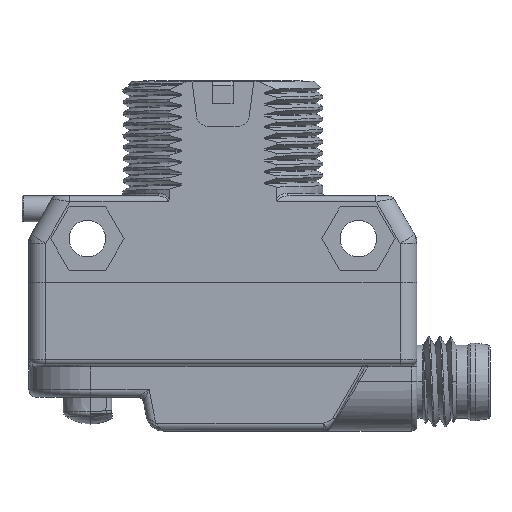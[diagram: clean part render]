
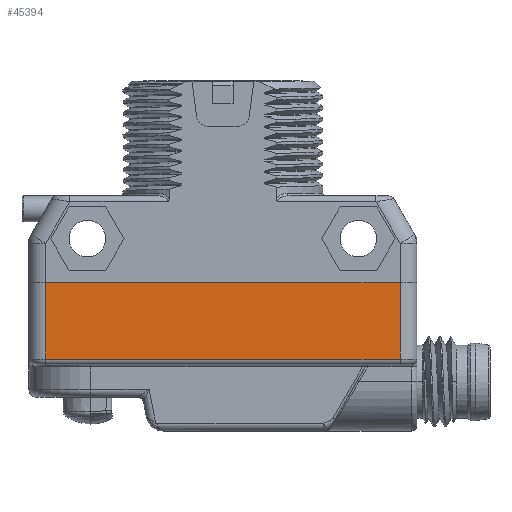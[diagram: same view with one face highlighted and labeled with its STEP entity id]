
A CAD part, left-side view. The second image highlights one B-rep face of the part: STEP entity #45394.
In plain terms, the highlighted planar face has unit normal (-1, 0, 0).
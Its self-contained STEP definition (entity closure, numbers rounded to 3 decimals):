
#40828=DIRECTION('',(0.,1.,0.));
#40829=VECTOR('',#40828,31.5);
#40830=CARTESIAN_POINT('',(-7.5,1.5,0.));
#40831=LINE('',#40830,#40829);
#40877=DIRECTION('',(0.,0.,1.));
#40878=VECTOR('',#40877,6.8);
#40879=CARTESIAN_POINT('',(-7.5,33.,-6.8));
#40880=LINE('',#40879,#40878);
#40900=DIRECTION('',(0.,1.,0.));
#40901=VECTOR('',#40900,31.5);
#40902=CARTESIAN_POINT('',(-7.5,1.5,-6.8));
#40903=LINE('',#40902,#40901);
#40909=DIRECTION('',(0.,0.,-1.));
#40910=VECTOR('',#40909,6.8);
#40911=CARTESIAN_POINT('',(-7.5,1.5,0.));
#40912=LINE('',#40911,#40910);
#41332=CARTESIAN_POINT('',(-7.5,33.,0.));
#41334=VERTEX_POINT('',#41332);
#41339=CARTESIAN_POINT('',(-7.5,1.5,0.));
#41340=VERTEX_POINT('',#41339);
#41755=CARTESIAN_POINT('',(-7.5,33.,-6.8));
#41756=VERTEX_POINT('',#41755);
#41759=CARTESIAN_POINT('',(-7.5,1.5,-6.8));
#41760=VERTEX_POINT('',#41759);
#45382=CARTESIAN_POINT('',(-7.5,0.,-13.2));
#45383=DIRECTION('',(-1.,0.,0.));
#45384=DIRECTION('',(0.,0.,1.));
#45385=AXIS2_PLACEMENT_3D('',#45382,#45383,#45384);
#45386=PLANE('',#45385);
#45387=ORIENTED_EDGE('',*,*,#45375,.T.);
#45388=ORIENTED_EDGE('',*,*,#45350,.T.);
#45389=ORIENTED_EDGE('',*,*,#45319,.F.);
#45391=ORIENTED_EDGE('',*,*,#45390,.T.);
#45392=EDGE_LOOP('',(#45387,#45388,#45389,#45391));
#45393=FACE_OUTER_BOUND('',#45392,.F.);
#45394=ADVANCED_FACE('',(#45393),#45386,.T.);
#45319=EDGE_CURVE('',#41340,#41334,#40831,.T.);
#45350=EDGE_CURVE('',#41756,#41334,#40880,.T.);
#45375=EDGE_CURVE('',#41760,#41756,#40903,.T.);
#45390=EDGE_CURVE('',#41340,#41760,#40912,.T.);
